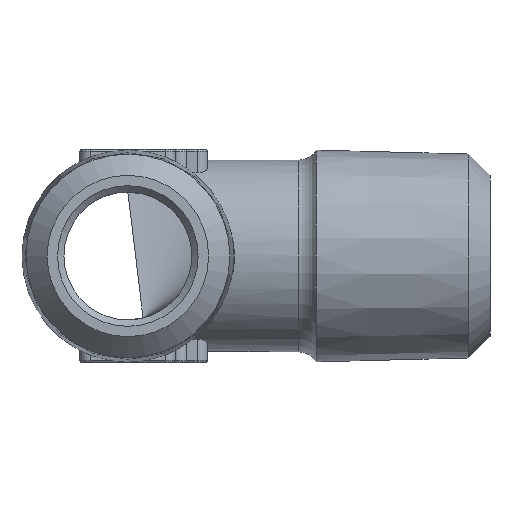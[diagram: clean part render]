
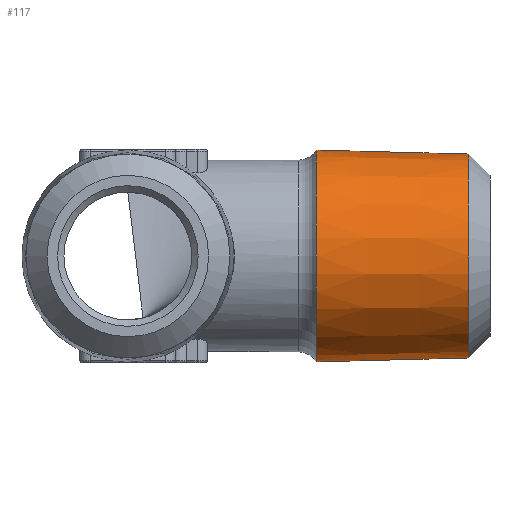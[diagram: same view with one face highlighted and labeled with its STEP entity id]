
A CAD part, left-side view. The second image highlights one B-rep face of the part: STEP entity #117.
In plain terms, the highlighted conical face has half-angle 1.47 degrees and reference radius 4.979 mm.
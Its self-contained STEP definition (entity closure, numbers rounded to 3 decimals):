
#117 = ADVANCED_FACE( 'NONE', ( #257, #258 ), #259, .T. );
#257 = FACE_OUTER_BOUND( '', #572, .T. );
#258 = FACE_BOUND( '', #573, .T. );
#259 = CONICAL_SURFACE( '', #574, 4.979, 0.026 );
#572 = EDGE_LOOP( '', ( #1002 ) );
#573 = EDGE_LOOP( '', ( #1003 ) );
#574 = AXIS2_PLACEMENT_3D( '', #1004, #1005, #1006 );
#1002 = ORIENTED_EDGE( '', *, *, #1462, .F. );
#1003 = ORIENTED_EDGE( '', *, *, #1358, .F. );
#1004 = CARTESIAN_POINT( '', ( 0., -8.5, 0. ) );
#1005 = DIRECTION( '', ( 0., 1., 0. ) );
#1006 = DIRECTION( '', ( 0., 0., 1. ) );
#1358 = EDGE_CURVE( 'NONE', #1590, #1590, #1591, .T. );
#1462 = EDGE_CURVE( 'NONE', #1765, #1765, #1766, .T. );
#1590 = VERTEX_POINT( '', #2097 );
#1591 = CIRCLE( '', #2098, 4.787 );
#1765 = VERTEX_POINT( '', #2437 );
#1766 = CIRCLE( '', #2438, 4.971 );
#2097 = CARTESIAN_POINT( '', ( 0., -16., -4.787 ) );
#2098 = AXIS2_PLACEMENT_3D( '', #2592, #2593, #2594 );
#2437 = CARTESIAN_POINT( '', ( 0., -8.848, 4.971 ) );
#2438 = AXIS2_PLACEMENT_3D( '', #2781, #2782, #2783 );
#2592 = CARTESIAN_POINT( '', ( 0., -16., 0. ) );
#2593 = DIRECTION( '', ( 0., -1., 0. ) );
#2594 = DIRECTION( '', ( 0., 0., -1. ) );
#2781 = CARTESIAN_POINT( '', ( 0., -8.848, 0. ) );
#2782 = DIRECTION( '', ( 0., 1., 0. ) );
#2783 = DIRECTION( '', ( 0., 0., 1. ) );
